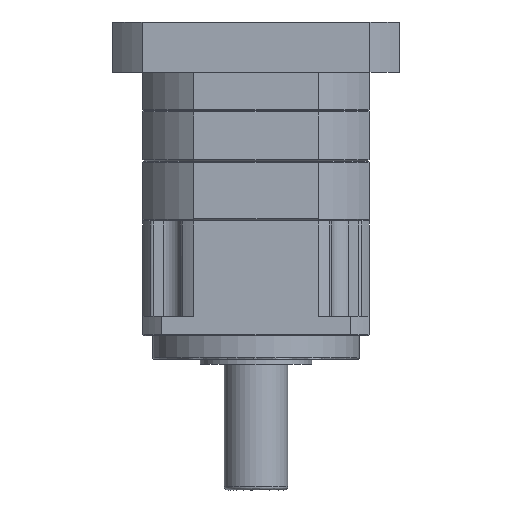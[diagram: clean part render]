
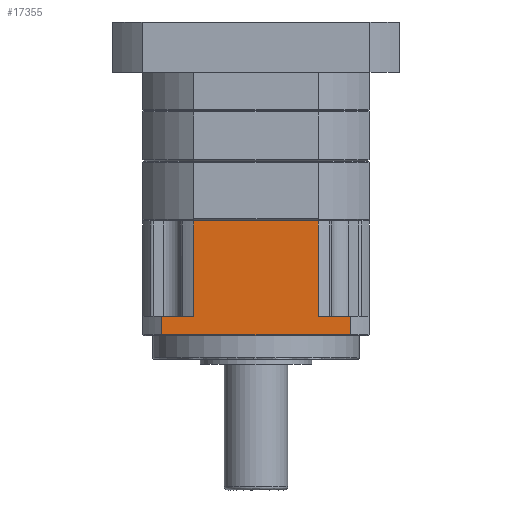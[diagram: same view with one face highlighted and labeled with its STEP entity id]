
A CAD part, front view. The second image highlights one B-rep face of the part: STEP entity #17355.
In plain terms, the highlighted planar face has unit normal (0, -1, 0).
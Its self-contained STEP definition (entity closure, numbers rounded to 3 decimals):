
#216 = VERTEX_POINT ( 'NONE', #12682 ) ;
#409 = CARTESIAN_POINT ( 'NONE',  ( 38.987, -71., -21.5 ) ) ;
#570 = EDGE_CURVE ( 'NONE', #13208, #23623, #15787, .T. ) ;
#915 = VECTOR ( 'NONE', #21274, 1000. ) ;
#1230 = CARTESIAN_POINT ( 'NONE',  ( 59.29, -71., 30.5 ) ) ;
#1269 = EDGE_CURVE ( 'NONE', #18157, #11182, #7062, .T. ) ;
#2087 = CARTESIAN_POINT ( 'NONE',  ( -38.987, -71., 38.5 ) ) ;
#2390 = VECTOR ( 'NONE', #4816, 1000. ) ;
#2476 = VERTEX_POINT ( 'NONE', #22735 ) ;
#2783 = AXIS2_PLACEMENT_3D ( 'NONE', #17449, #6170, #19254 ) ;
#3349 = CARTESIAN_POINT ( 'NONE',  ( 59.29, -71., -33. ) ) ;
#3564 = LINE ( 'NONE', #18341, #7807 ) ;
#3997 = EDGE_CURVE ( 'NONE', #216, #13039, #19371, .T. ) ;
#4048 = LINE ( 'NONE', #22752, #18357 ) ;
#4092 = EDGE_CURVE ( 'NONE', #13208, #5586, #14815, .T. ) ;
#4816 = DIRECTION ( 'NONE',  ( 0., 0., 1. ) ) ;
#5212 = FACE_OUTER_BOUND ( 'NONE', #23007, .T. ) ;
#5586 = VERTEX_POINT ( 'NONE', #7353 ) ;
#6170 = DIRECTION ( 'NONE',  ( 0., -1., 0. ) ) ;
#6428 = CARTESIAN_POINT ( 'NONE',  ( -35.5, -71., 38.5 ) ) ;
#6467 = VECTOR ( 'NONE', #20622, 1000. ) ;
#7062 = LINE ( 'NONE', #19179, #6467 ) ;
#7149 = DIRECTION ( 'NONE',  ( 0., 0., -1. ) ) ;
#7233 = EDGE_CURVE ( 'NONE', #2476, #216, #8040, .T. ) ;
#7336 = DIRECTION ( 'NONE',  ( 0., 0., -1. ) ) ;
#7353 = CARTESIAN_POINT ( 'NONE',  ( -38.987, -71., -21.5 ) ) ;
#7421 = CARTESIAN_POINT ( 'NONE',  ( -38.987, -71., 30.5 ) ) ;
#7807 = VECTOR ( 'NONE', #21798, 1000. ) ;
#8040 = LINE ( 'NONE', #11208, #17488 ) ;
#8920 = CARTESIAN_POINT ( 'NONE',  ( 59.29, -71., -21.5 ) ) ;
#9664 = ORIENTED_EDGE ( 'NONE', *, *, #3997, .T. ) ;
#10104 = ORIENTED_EDGE ( 'NONE', *, *, #4092, .T. ) ;
#10253 = DIRECTION ( 'NONE',  ( 1., 0., 0. ) ) ;
#10663 = CARTESIAN_POINT ( 'NONE',  ( -71., -71., -33. ) ) ;
#11182 = VERTEX_POINT ( 'NONE', #409 ) ;
#11208 = CARTESIAN_POINT ( 'NONE',  ( -59.29, -71., 30.5 ) ) ;
#11394 = ORIENTED_EDGE ( 'NONE', *, *, #570, .F. ) ;
#11835 = ORIENTED_EDGE ( 'NONE', *, *, #19862, .F. ) ;
#12218 = LINE ( 'NONE', #1230, #2390 ) ;
#12381 = EDGE_CURVE ( 'NONE', #13039, #18157, #12218, .T. ) ;
#12682 = CARTESIAN_POINT ( 'NONE',  ( -59.29, -71., -33. ) ) ;
#12910 = ORIENTED_EDGE ( 'NONE', *, *, #12381, .T. ) ;
#13039 = VERTEX_POINT ( 'NONE', #3349 ) ;
#13208 = VERTEX_POINT ( 'NONE', #2087 ) ;
#13217 = CARTESIAN_POINT ( 'NONE',  ( 38.987, -71., 38.5 ) ) ;
#14815 = LINE ( 'NONE', #7421, #19059 ) ;
#15331 = ORIENTED_EDGE ( 'NONE', *, *, #1269, .T. ) ;
#15787 = LINE ( 'NONE', #6428, #915 ) ;
#17355 = ADVANCED_FACE ( 'NONE', ( #5212 ), #20959, .T. ) ;
#17449 = CARTESIAN_POINT ( 'NONE',  ( -71., -71., 30.5 ) ) ;
#17488 = VECTOR ( 'NONE', #7336, 1000. ) ;
#18157 = VERTEX_POINT ( 'NONE', #8920 ) ;
#18341 = CARTESIAN_POINT ( 'NONE',  ( -71., -71., -21.5 ) ) ;
#18357 = VECTOR ( 'NONE', #19243, 1000. ) ;
#18793 = VECTOR ( 'NONE', #10253, 1000. ) ;
#19059 = VECTOR ( 'NONE', #7149, 1000. ) ;
#19179 = CARTESIAN_POINT ( 'NONE',  ( -71., -71., -21.5 ) ) ;
#19243 = DIRECTION ( 'NONE',  ( 0., 0., -1. ) ) ;
#19254 = DIRECTION ( 'NONE',  ( 1., 0., 0. ) ) ;
#19314 = ORIENTED_EDGE ( 'NONE', *, *, #7233, .T. ) ;
#19371 = LINE ( 'NONE', #10663, #18793 ) ;
#19862 = EDGE_CURVE ( 'NONE', #23623, #11182, #4048, .T. ) ;
#20622 = DIRECTION ( 'NONE',  ( -1., 0., 0. ) ) ;
#20959 = PLANE ( 'NONE',  #2783 ) ;
#21274 = DIRECTION ( 'NONE',  ( 1., 0., 0. ) ) ;
#21798 = DIRECTION ( 'NONE',  ( -1., 0., 0. ) ) ;
#22244 = EDGE_CURVE ( 'NONE', #5586, #2476, #3564, .T. ) ;
#22728 = ORIENTED_EDGE ( 'NONE', *, *, #22244, .T. ) ;
#22735 = CARTESIAN_POINT ( 'NONE',  ( -59.29, -71., -21.5 ) ) ;
#22752 = CARTESIAN_POINT ( 'NONE',  ( 38.987, -71., 39. ) ) ;
#23007 = EDGE_LOOP ( 'NONE', ( #15331, #11835, #11394, #10104, #22728, #19314, #9664, #12910 ) ) ;
#23623 = VERTEX_POINT ( 'NONE', #13217 ) ;
